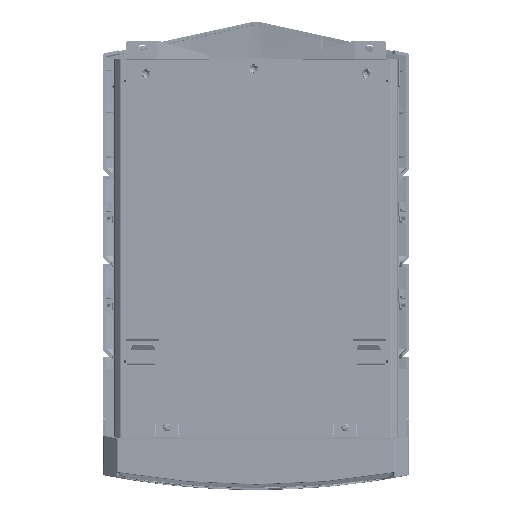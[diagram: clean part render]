
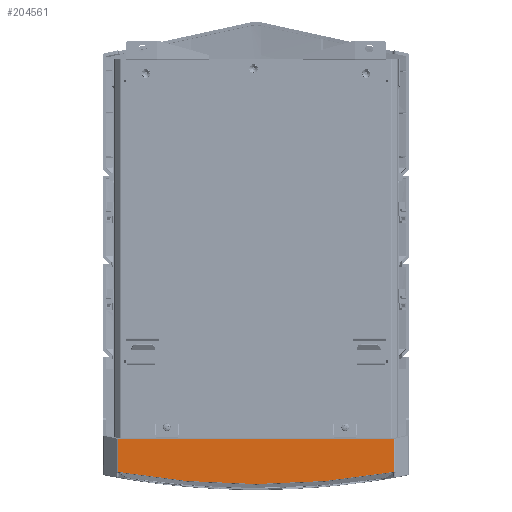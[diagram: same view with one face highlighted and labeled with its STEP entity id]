
A CAD part, front view. The second image highlights one B-rep face of the part: STEP entity #204561.
In plain terms, the highlighted planar face has unit normal (0, -1, 0).
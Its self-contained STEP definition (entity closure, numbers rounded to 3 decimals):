
#3058 = EDGE_CURVE ( 'NONE', #146083, #261418, #108106, .T. ) ;
#5180 = VECTOR ( 'NONE', #248711, 1000. ) ;
#6813 = DIRECTION ( 'NONE',  ( 0., 0., 1. ) ) ;
#7862 = B_SPLINE_CURVE_WITH_KNOTS ( 'NONE', 3,
 ( #70462, #222805, #100500, #310034 ),
 .UNSPECIFIED., .F., .F.,
 ( 4, 4 ),
 ( 0., 0. ),
 .UNSPECIFIED. ) ;
#19790 = VECTOR ( 'NONE', #6813, 1000. ) ;
#20476 = AXIS2_PLACEMENT_3D ( 'NONE', #56760, #88075, #176668 ) ;
#33460 = VERTEX_POINT ( 'NONE', #246716 ) ;
#52537 = CARTESIAN_POINT ( 'NONE',  ( -112.252, -25.773, -157.855 ) ) ;
#56760 = CARTESIAN_POINT ( 'NONE',  ( 0., -25.773, 477.395 ) ) ;
#70462 = CARTESIAN_POINT ( 'NONE',  ( 112.252, -25.773, -157.855 ) ) ;
#78980 = EDGE_CURVE ( 'NONE', #33460, #136379, #189451, .T. ) ;
#85231 = LINE ( 'NONE', #125381, #19790 ) ;
#88075 = DIRECTION ( 'NONE',  ( 0., -1., 0. ) ) ;
#95239 = ORIENTED_EDGE ( 'NONE', *, *, #3058, .T. ) ;
#100500 = CARTESIAN_POINT ( 'NONE',  ( 112.436, -25.773, -157.831 ) ) ;
#108106 = LINE ( 'NONE', #370749, #224698 ) ;
#125381 = CARTESIAN_POINT ( 'NONE',  ( -112.529, -25.773, -172.606 ) ) ;
#126030 = VERTEX_POINT ( 'NONE', #321826 ) ;
#126316 = EDGE_CURVE ( 'NONE', #233892, #146083, #172984, .T. ) ;
#135167 = AXIS2_PLACEMENT_3D ( 'NONE', #332746, #216827, #335308 ) ;
#136379 = VERTEX_POINT ( 'NONE', #320923 ) ;
#137348 = CARTESIAN_POINT ( 'NONE',  ( -112.436, -25.773, -157.831 ) ) ;
#146083 = VERTEX_POINT ( 'NONE', #267353 ) ;
#154947 = ORIENTED_EDGE ( 'NONE', *, *, #280830, .T. ) ;
#157019 = ORIENTED_EDGE ( 'NONE', *, *, #78980, .T. ) ;
#169862 = CARTESIAN_POINT ( 'NONE',  ( -112.344, -25.773, -157.839 ) ) ;
#172984 = LINE ( 'NONE', #191319, #5180 ) ;
#175845 = EDGE_CURVE ( 'NONE', #126030, #233892, #7862, .T. ) ;
#176668 = DIRECTION ( 'NONE',  ( 1., 0., 0. ) ) ;
#183001 = PLANE ( 'NONE',  #135167 ) ;
#189451 = B_SPLINE_CURVE_WITH_KNOTS ( 'NONE', 3,
 ( #375674, #137348, #169862, #52537 ),
 .UNSPECIFIED., .F., .F.,
 ( 4, 4 ),
 ( 0., 0. ),
 .UNSPECIFIED. ) ;
#191319 = CARTESIAN_POINT ( 'NONE',  ( 112.529, -25.773, -172.606 ) ) ;
#204561 = ADVANCED_FACE ( 'NONE', ( #368413 ), #183001, .T. ) ;
#216827 = DIRECTION ( 'NONE',  ( 0., -1., 0. ) ) ;
#220370 = ORIENTED_EDGE ( 'NONE', *, *, #227615, .F. ) ;
#222805 = CARTESIAN_POINT ( 'NONE',  ( 112.344, -25.773, -157.839 ) ) ;
#224698 = VECTOR ( 'NONE', #348518, 1000. ) ;
#227615 = EDGE_CURVE ( 'NONE', #33460, #261418, #85231, .T. ) ;
#233892 = VERTEX_POINT ( 'NONE', #386504 ) ;
#246716 = CARTESIAN_POINT ( 'NONE',  ( -112.529, -25.773, -157.827 ) ) ;
#248711 = DIRECTION ( 'NONE',  ( 0., 0., 1. ) ) ;
#257387 = ORIENTED_EDGE ( 'NONE', *, *, #126316, .T. ) ;
#261418 = VERTEX_POINT ( 'NONE', #315202 ) ;
#267353 = CARTESIAN_POINT ( 'NONE',  ( 112.529, -25.773, -130.739 ) ) ;
#280830 = EDGE_CURVE ( 'NONE', #136379, #126030, #288746, .T. ) ;
#288746 = CIRCLE ( 'NONE', #20476, 645.092 ) ;
#310034 = CARTESIAN_POINT ( 'NONE',  ( 112.529, -25.773, -157.827 ) ) ;
#315202 = CARTESIAN_POINT ( 'NONE',  ( -112.529, -25.773, -130.739 ) ) ;
#318399 = ORIENTED_EDGE ( 'NONE', *, *, #175845, .T. ) ;
#320923 = CARTESIAN_POINT ( 'NONE',  ( -112.252, -25.773, -157.855 ) ) ;
#321826 = CARTESIAN_POINT ( 'NONE',  ( 112.252, -25.773, -157.855 ) ) ;
#332746 = CARTESIAN_POINT ( 'NONE',  ( 0., -25.773, -172.606 ) ) ;
#335308 = DIRECTION ( 'NONE',  ( -1., 0., 0. ) ) ;
#341484 = EDGE_LOOP ( 'NONE', ( #220370, #157019, #154947, #318399, #257387, #95239 ) ) ;
#348518 = DIRECTION ( 'NONE',  ( -1., 0., 0. ) ) ;
#368413 = FACE_OUTER_BOUND ( 'NONE', #341484, .T. ) ;
#370749 = CARTESIAN_POINT ( 'NONE',  ( 0., -25.773, -130.739 ) ) ;
#375674 = CARTESIAN_POINT ( 'NONE',  ( -112.529, -25.773, -157.827 ) ) ;
#386504 = CARTESIAN_POINT ( 'NONE',  ( 112.529, -25.773, -157.827 ) ) ;
